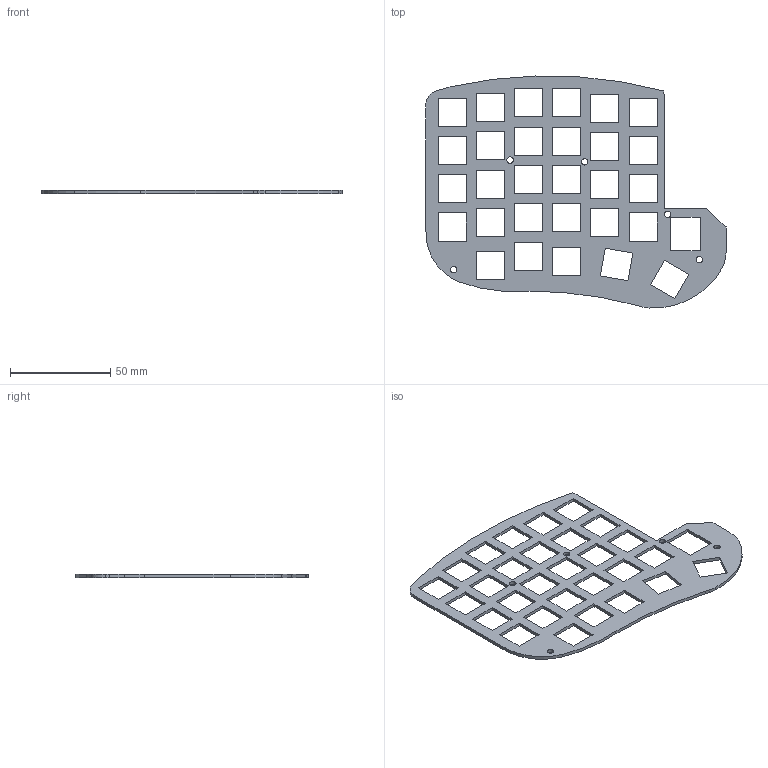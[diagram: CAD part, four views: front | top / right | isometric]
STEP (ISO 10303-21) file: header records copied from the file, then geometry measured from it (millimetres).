
FILE_DESCRIPTION(('KiCad electronic assembly'),'2;1');
FILE_NAME('plate.step','2021-03-13T15:15:06',('Pcbnew'),('Kicad'), 'Open CASCADE STEP processor 7.3','KiCad to STEP converter','Unknown' );
FILE_SCHEMA(('AUTOMOTIVE_DESIGN { 1 0 10303 214 1 1 1 1 }'));
Length unit declared in the file: millimetre
Products named in the file (2): plate 1; COMPOUND
Assembly tree (1 placements, depth 2):
  plate 1
    COMPOUND
Bounding box: 149.84 x 115.73 x 1.6 mm (x, y, z)
Volume: 12356.3 mm3; surface area: 18982.8 mm2
Topology: 1 solids, 1 shells, 146 faces, 432 edges, 288 vertices
Faces by surface type: plane 133, cylinder 13
Full cylindrical faces by diameter (mm): 3.2 x5
Entity records: 10605 total; most frequent: CARTESIAN_POINT 1732, DIRECTION 1618, LINE 1244, VECTOR 1244, ORIENTED_EDGE 864, PCURVE 864, DEFINITIONAL_REPRESENTATION 864, EDGE_CURVE 432
